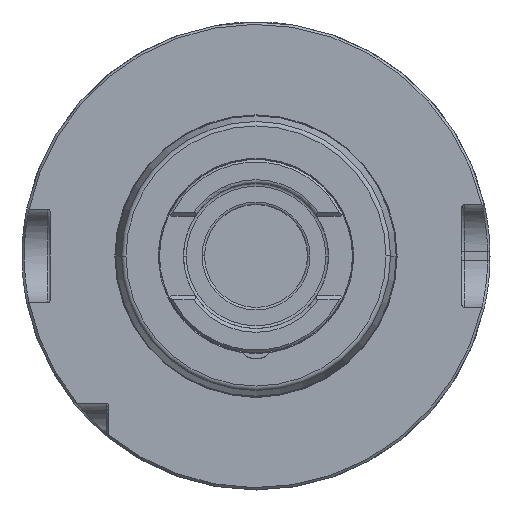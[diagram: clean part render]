
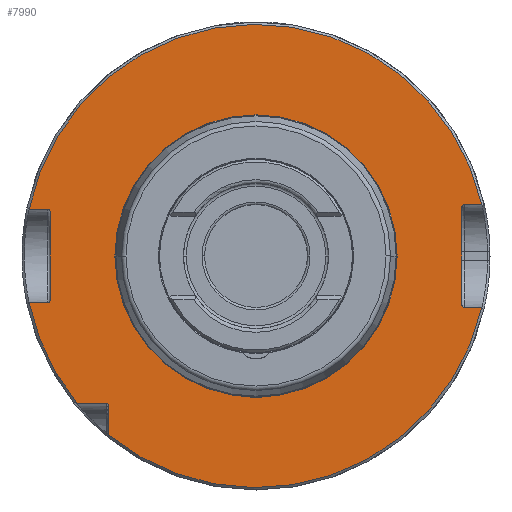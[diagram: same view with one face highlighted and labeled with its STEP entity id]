
A CAD part, front view. The second image highlights one B-rep face of the part: STEP entity #7990.
In plain terms, the highlighted planar face has unit normal (0, -1, 0).
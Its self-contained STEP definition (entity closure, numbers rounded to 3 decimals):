
#1790=CARTESIAN_POINT('',(0.,57.55,0.));
#1791=DIRECTION('',(0.,1.,0.));
#1792=DIRECTION('',(1.,0.,0.));
#1793=AXIS2_PLACEMENT_3D('',#1790,#1791,#1792);
#1805=CARTESIAN_POINT('',(0.,57.55,0.));
#1806=DIRECTION('',(0.,1.,0.));
#1807=DIRECTION('',(-1.,0.,0.));
#1808=AXIS2_PLACEMENT_3D('',#1805,#1806,#1807);
#1818=DIRECTION('',(0.,0.,-1.));
#1819=VECTOR('',#1818,19.);
#1820=CARTESIAN_POINT('',(-44.,57.55,9.5));
#1821=LINE('',#1820,#1819);
#1822=DIRECTION('',(1.,-0.001,0.001));
#1823=VECTOR('',#1822,3.987);
#1824=CARTESIAN_POINT('',(-48.487,57.553,9.997));
#1825=LINE('',#1824,#1823);
#1826=DIRECTION('',(-1.,0.,0.));
#1827=VECTOR('',#1826,3.762);
#1828=CARTESIAN_POINT('',(48.262,57.55,11.));
#1829=LINE('',#1828,#1827);
#1830=DIRECTION('',(0.,0.,-1.));
#1831=VECTOR('',#1830,21.);
#1832=CARTESIAN_POINT('',(44.,57.55,10.5));
#1833=LINE('',#1832,#1831);
#1834=DIRECTION('',(-1.,0.,0.));
#1835=VECTOR('',#1834,3.762);
#1836=CARTESIAN_POINT('',(48.262,57.55,-11.));
#1837=LINE('',#1836,#1835);
#1838=DIRECTION('',(0.,0.,-1.));
#1839=VECTOR('',#1838,6.184);
#1840=CARTESIAN_POINT('',(-31.5,57.55,-32.));
#1841=LINE('',#1840,#1839);
#1842=DIRECTION('',(1.,0.,0.));
#1843=VECTOR('',#1842,6.184);
#1844=CARTESIAN_POINT('',(-38.184,57.55,-31.5));
#1845=LINE('',#1844,#1843);
#1846=DIRECTION('',(1.,-0.001,-0.001));
#1847=VECTOR('',#1846,3.987);
#1848=CARTESIAN_POINT('',(-48.487,57.553,
-9.997));
#1849=LINE('',#1848,#1847);
#1868=CARTESIAN_POINT('',(-44.5,57.55,9.5));
#1869=DIRECTION('',(0.,1.,0.));
#1870=DIRECTION('',(0.,0.,1.));
#1871=AXIS2_PLACEMENT_3D('',#1868,#1869,#1870);
#1878=CARTESIAN_POINT('',(-44.5,57.55,-9.5));
#1879=DIRECTION('',(0.,1.,0.));
#1880=DIRECTION('',(1.,0.,0.));
#1881=AXIS2_PLACEMENT_3D('',#1878,#1879,#1880);
#1932=CARTESIAN_POINT('',(0.,57.55,0.));
#1933=DIRECTION('',(0.,-1.,0.));
#1934=DIRECTION('',(-0.979,0.,-0.202));
#1935=AXIS2_PLACEMENT_3D('',#1932,#1933,#1934);
#1997=CARTESIAN_POINT('',(-32.,57.55,-32.));
#1998=DIRECTION('',(0.,1.,0.));
#1999=DIRECTION('',(0.,0.,1.));
#2000=AXIS2_PLACEMENT_3D('',#1997,#1998,#1999);
#2049=CARTESIAN_POINT('',(0.,57.55,0.));
#2050=DIRECTION('',(0.,-1.,0.));
#2051=DIRECTION('',(-0.636,0.,-0.771));
#2052=AXIS2_PLACEMENT_3D('',#2049,#2050,#2051);
#2108=CARTESIAN_POINT('',(44.5,57.55,-10.5));
#2109=DIRECTION('',(0.,1.,0.));
#2110=DIRECTION('',(0.,0.,-1.));
#2111=AXIS2_PLACEMENT_3D('',#2108,#2109,#2110);
#2135=CARTESIAN_POINT('',(44.5,57.55,10.5));
#2136=DIRECTION('',(0.,1.,0.));
#2137=DIRECTION('',(-1.,0.,0.));
#2138=AXIS2_PLACEMENT_3D('',#2135,#2136,#2137);
#2182=CARTESIAN_POINT('',(0.,57.55,0.));
#2183=DIRECTION('',(0.,-1.,0.));
#2184=DIRECTION('',(0.975,0.,0.222));
#2185=AXIS2_PLACEMENT_3D('',#2182,#2183,#2184);
#5415=CARTESIAN_POINT('',(48.262,57.55,11.));
#5416=CARTESIAN_POINT('',(-48.479,57.55,10.));
#5417=VERTEX_POINT('',#5415);
#5418=VERTEX_POINT('',#5416);
#5420=CARTESIAN_POINT('',(-31.5,57.55,-38.184));
#5421=CARTESIAN_POINT('',(48.262,57.55,-11.));
#5422=VERTEX_POINT('',#5420);
#5423=VERTEX_POINT('',#5421);
#5425=CARTESIAN_POINT('',(-48.479,57.55,-10.));
#5426=CARTESIAN_POINT('',(-38.184,57.55,-31.5));
#5427=VERTEX_POINT('',#5425);
#5428=VERTEX_POINT('',#5426);
#5643=CARTESIAN_POINT('',(27.25,57.55,0.));
#5644=CARTESIAN_POINT('',(-27.25,57.55,0.));
#5645=VERTEX_POINT('',#5643);
#5646=VERTEX_POINT('',#5644);
#5699=CARTESIAN_POINT('',(-44.,57.55,9.5));
#5701=VERTEX_POINT('',#5699);
#5703=CARTESIAN_POINT('',(-44.5,57.55,10.));
#5705=VERTEX_POINT('',#5703);
#5710=CARTESIAN_POINT('',(-44.5,57.55,-10.));
#5711=VERTEX_POINT('',#5710);
#5712=CARTESIAN_POINT('',(-44.,57.55,-9.5));
#5713=VERTEX_POINT('',#5712);
#5715=CARTESIAN_POINT('',(-31.5,57.55,-32.));
#5717=VERTEX_POINT('',#5715);
#5719=CARTESIAN_POINT('',(-32.,57.55,-31.5));
#5721=VERTEX_POINT('',#5719);
#5727=CARTESIAN_POINT('',(44.,57.55,-10.5));
#5729=VERTEX_POINT('',#5727);
#5731=CARTESIAN_POINT('',(44.5,57.55,-11.));
#5733=VERTEX_POINT('',#5731);
#5746=CARTESIAN_POINT('',(44.5,57.55,11.));
#5747=VERTEX_POINT('',#5746);
#5748=CARTESIAN_POINT('',(44.,57.55,10.5));
#5749=VERTEX_POINT('',#5748);
#7947=CARTESIAN_POINT('',(0.,57.55,0.));
#7948=DIRECTION('',(0.,-1.,0.));
#7949=DIRECTION('',(0.,0.,-1.));
#7950=AXIS2_PLACEMENT_3D('',#7947,#7948,#7949);
#7951=PLANE('',#7950);
#7953=ORIENTED_EDGE('',*,*,#7952,.F.);
#7955=ORIENTED_EDGE('',*,*,#7954,.F.);
#7957=ORIENTED_EDGE('',*,*,#7956,.F.);
#7959=ORIENTED_EDGE('',*,*,#7958,.F.);
#7961=ORIENTED_EDGE('',*,*,#7960,.T.);
#7963=ORIENTED_EDGE('',*,*,#7962,.F.);
#7965=ORIENTED_EDGE('',*,*,#7964,.T.);
#7967=ORIENTED_EDGE('',*,*,#7966,.F.);
#7969=ORIENTED_EDGE('',*,*,#7968,.F.);
#7971=ORIENTED_EDGE('',*,*,#7970,.F.);
#7973=ORIENTED_EDGE('',*,*,#7972,.F.);
#7975=ORIENTED_EDGE('',*,*,#7974,.F.);
#7977=ORIENTED_EDGE('',*,*,#7976,.F.);
#7979=ORIENTED_EDGE('',*,*,#7978,.F.);
#7981=ORIENTED_EDGE('',*,*,#7980,.T.);
#7983=ORIENTED_EDGE('',*,*,#7982,.F.);
#7984=EDGE_LOOP('',(#7953,#7955,#7957,#7959,#7961,#7963,#7965,#7967,#7969,#7971,
#7973,#7975,#7977,#7979,#7981,#7983));
#7985=FACE_OUTER_BOUND('',#7984,.F.);
#7986=ORIENTED_EDGE('',*,*,#7914,.F.);
#7987=ORIENTED_EDGE('',*,*,#7929,.F.);
#7988=EDGE_LOOP('',(#7986,#7987));
#7989=FACE_BOUND('',#7988,.F.);
#7990=ADVANCED_FACE('',(#7985,#7989),#7951,.T.);
#1794=CIRCLE('',#1793,27.25);
#1809=CIRCLE('',#1808,27.25);
#1872=CIRCLE('',#1871,0.5);
#1882=CIRCLE('',#1881,0.5);
#1936=CIRCLE('',#1935,49.5);
#2001=CIRCLE('',#2000,0.5);
#2053=CIRCLE('',#2052,49.5);
#2112=CIRCLE('',#2111,0.5);
#2139=CIRCLE('',#2138,0.5);
#2186=CIRCLE('',#2185,49.5);
#7914=EDGE_CURVE('',#5645,#5646,#1794,.T.);
#7929=EDGE_CURVE('',#5646,#5645,#1809,.T.);
#7952=EDGE_CURVE('',#5701,#5713,#1821,.T.);
#7954=EDGE_CURVE('',#5705,#5701,#1872,.T.);
#7956=EDGE_CURVE('',#5418,#5705,#1825,.T.);
#7958=EDGE_CURVE('',#5417,#5418,#2186,.T.);
#7960=EDGE_CURVE('',#5417,#5747,#1829,.T.);
#7962=EDGE_CURVE('',#5749,#5747,#2139,.T.);
#7964=EDGE_CURVE('',#5749,#5729,#1833,.T.);
#7966=EDGE_CURVE('',#5733,#5729,#2112,.T.);
#7968=EDGE_CURVE('',#5423,#5733,#1837,.T.);
#7970=EDGE_CURVE('',#5422,#5423,#2053,.T.);
#7972=EDGE_CURVE('',#5717,#5422,#1841,.T.);
#7974=EDGE_CURVE('',#5721,#5717,#2001,.T.);
#7976=EDGE_CURVE('',#5428,#5721,#1845,.T.);
#7978=EDGE_CURVE('',#5427,#5428,#1936,.T.);
#7980=EDGE_CURVE('',#5427,#5711,#1849,.T.);
#7982=EDGE_CURVE('',#5713,#5711,#1882,.T.);
